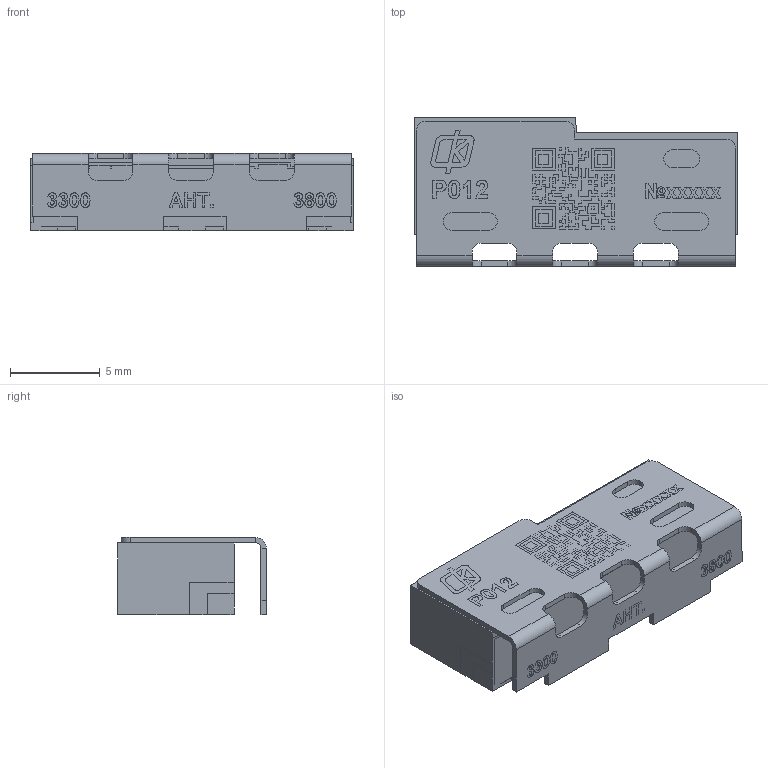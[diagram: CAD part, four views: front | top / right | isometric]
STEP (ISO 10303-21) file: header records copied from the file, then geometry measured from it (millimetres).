
FILE_DESCRIPTION(('STEP AP203'), '1');
FILE_NAME('ÍØÁÀ.468843.020_Äèïëåêñåð ÔÌÌ-2-3,3-200(3,8-200', '', ('UNSPECIFIED'), ('UNSPECIFIED'), 'ASCON STEP Converter 1.6', 'ASCON Math Kernel', '');
FILE_SCHEMA(('CONFIG_CONTROL_DESIGN'));
Length unit declared in the file: millimetre
Products named in the file (1): НШБА.468843.020_Диплексер ФММ-2-3,3-200(3,8-200
Bounding box: 18 x 8.3 x 4.3 mm (x, y, z)
Volume: 489 mm3; surface area: 599.2 mm2
Topology: 1 solids, 1 shells, 1035 faces, 2807 edges, 1864 vertices
Faces by surface type: plane 849, bspline 150, cylinder 36
Entity records: 54763 total; most frequent: CARTESIAN_POINT 21546, ORIENTED_EDGE 5614, DIRECTION 4216, EDGE_CURVE 2807, LINE 2300, VECTOR 2300, VERTEX_POINT 1864, FACE_BOUND 1131
